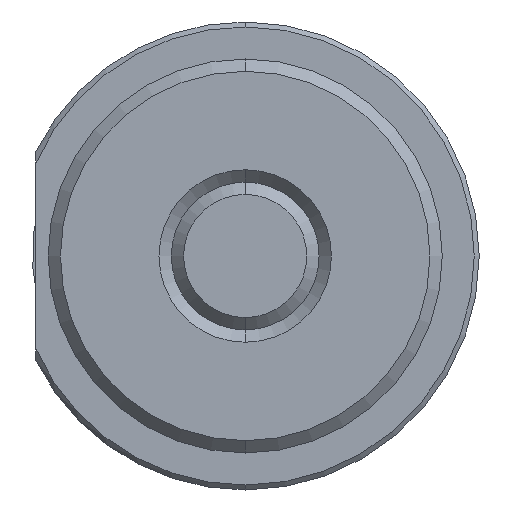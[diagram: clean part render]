
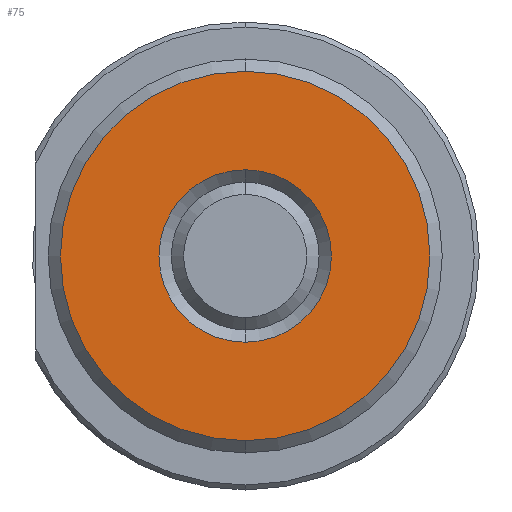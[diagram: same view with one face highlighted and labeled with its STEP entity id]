
A CAD part, left-side view. The second image highlights one B-rep face of the part: STEP entity #75.
In plain terms, the highlighted planar face has unit normal (-1, 0, 0).
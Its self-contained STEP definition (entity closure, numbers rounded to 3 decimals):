
#75 = ADVANCED_FACE ( 'NONE', ( #2463, #2474 ), #1597, .F. ) ;
#133 = EDGE_CURVE ( 'NONE', #1267, #1265, #2744, .T. ) ;
#135 = EDGE_CURVE ( 'NONE', #1259, #1258, #2747, .T. ) ;
#262 = EDGE_CURVE ( 'NONE', #1265, #1267, #2896, .T. ) ;
#289 = EDGE_CURVE ( 'NONE', #1258, #1259, #2933, .T. ) ;
#398 = AXIS2_PLACEMENT_3D ( 'NONE', #1591, #1598, #1599 ) ;
#442 = AXIS2_PLACEMENT_3D ( 'NONE', #1757, #1770, #1771 ) ;
#443 = AXIS2_PLACEMENT_3D ( 'NONE', #1775, #1776, #1777 ) ;
#510 = AXIS2_PLACEMENT_3D ( 'NONE', #2172, #2180, #2181 ) ;
#523 = AXIS2_PLACEMENT_3D ( 'NONE', #2277, #2278, #2279 ) ;
#809 = ORIENTED_EDGE ( 'NONE', *, *, #289, .T. ) ;
#810 = ORIENTED_EDGE ( 'NONE', *, *, #135, .T. ) ;
#811 = ORIENTED_EDGE ( 'NONE', *, *, #133, .T. ) ;
#812 = ORIENTED_EDGE ( 'NONE', *, *, #262, .T. ) ;
#983 = EDGE_LOOP ( 'NONE', ( #810, #809 ) ) ;
#990 = EDGE_LOOP ( 'NONE', ( #812, #811 ) ) ;
#1021 = CARTESIAN_POINT ( 'NONE',  ( 0., 0., 7.5 ) ) ;
#1022 = CARTESIAN_POINT ( 'NONE',  ( 0., 0., -7.5 ) ) ;
#1028 = CARTESIAN_POINT ( 'NONE',  ( 0., 0., 3.5 ) ) ;
#1030 = CARTESIAN_POINT ( 'NONE',  ( 0., 0., -3.5 ) ) ;
#1258 = VERTEX_POINT ( 'NONE', #1021 ) ;
#1259 = VERTEX_POINT ( 'NONE', #1022 ) ;
#1265 = VERTEX_POINT ( 'NONE', #1028 ) ;
#1267 = VERTEX_POINT ( 'NONE', #1030 ) ;
#1591 = CARTESIAN_POINT ( 'NONE',  ( 0., 3., 0. ) ) ;
#1597 = PLANE ( 'NONE',  #398 ) ;
#1598 = DIRECTION ( 'NONE',  ( 1., 0., 0. ) ) ;
#1599 = DIRECTION ( 'NONE',  ( 0., 0., -1. ) ) ;
#1757 = CARTESIAN_POINT ( 'NONE',  ( 0., 0., 0. ) ) ;
#1770 = DIRECTION ( 'NONE',  ( 1., 0., 0. ) ) ;
#1771 = DIRECTION ( 'NONE',  ( 0., 0., -1. ) ) ;
#1775 = CARTESIAN_POINT ( 'NONE',  ( 0., 0., 0. ) ) ;
#1776 = DIRECTION ( 'NONE',  ( -1., 0., 0. ) ) ;
#1777 = DIRECTION ( 'NONE',  ( 0., 0., -1. ) ) ;
#2172 = CARTESIAN_POINT ( 'NONE',  ( 0., 0., 0. ) ) ;
#2180 = DIRECTION ( 'NONE',  ( 1., 0., 0. ) ) ;
#2181 = DIRECTION ( 'NONE',  ( 0., 0., -1. ) ) ;
#2277 = CARTESIAN_POINT ( 'NONE',  ( 0., 0., 0. ) ) ;
#2278 = DIRECTION ( 'NONE',  ( -1., 0., 0. ) ) ;
#2279 = DIRECTION ( 'NONE',  ( 0., 0., -1. ) ) ;
#2463 = FACE_BOUND ( 'NONE', #990, .T. ) ;
#2474 = FACE_OUTER_BOUND ( 'NONE', #983, .T. ) ;
#2744 = CIRCLE ( 'NONE', #442, 3.5 ) ;
#2747 = CIRCLE ( 'NONE', #443, 7.5 ) ;
#2896 = CIRCLE ( 'NONE', #510, 3.5 ) ;
#2933 = CIRCLE ( 'NONE', #523, 7.5 ) ;
